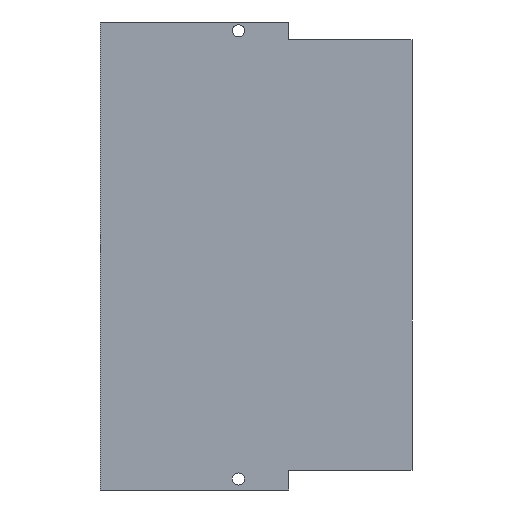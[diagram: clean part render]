
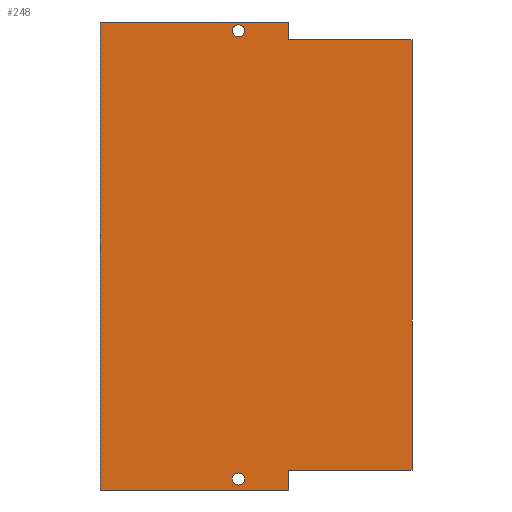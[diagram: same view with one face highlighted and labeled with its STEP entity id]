
A CAD part, front view. The second image highlights one B-rep face of the part: STEP entity #248.
In plain terms, the highlighted planar face has unit normal (0, -1, 0).
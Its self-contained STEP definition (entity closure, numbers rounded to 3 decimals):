
#10 = CARTESIAN_POINT ( 'NONE',  ( 9., 0., -102. ) ) ;
#13 = CARTESIAN_POINT ( 'NONE',  ( 9., 0., 99.25 ) ) ;
#14 = AXIS2_PLACEMENT_3D ( 'NONE', #10, #190, #451 ) ;
#15 = CARTESIAN_POINT ( 'NONE',  ( -54., 0., 106. ) ) ;
#22 = CARTESIAN_POINT ( 'NONE',  ( 32., 0., 98. ) ) ;
#25 = LINE ( 'NONE', #224, #319 ) ;
#26 = CARTESIAN_POINT ( 'NONE',  ( 32., 0., -98. ) ) ;
#33 = VERTEX_POINT ( 'NONE', #26 ) ;
#41 = CARTESIAN_POINT ( 'NONE',  ( 88., 0., 98. ) ) ;
#53 = CARTESIAN_POINT ( 'NONE',  ( 9., 0., -104.75 ) ) ;
#55 = DIRECTION ( 'NONE',  ( 0., 1., 0. ) ) ;
#57 = DIRECTION ( 'NONE',  ( 0., 0., 1. ) ) ;
#59 = CIRCLE ( 'NONE', #369, 2.75 ) ;
#62 = EDGE_LOOP ( 'NONE', ( #181, #88 ) ) ;
#65 = ORIENTED_EDGE ( 'NONE', *, *, #257, .F. ) ;
#82 = DIRECTION ( 'NONE',  ( 0., 1., 0. ) ) ;
#84 = EDGE_CURVE ( 'NONE', #143, #133, #449, .T. ) ;
#87 = LINE ( 'NONE', #158, #138 ) ;
#88 = ORIENTED_EDGE ( 'NONE', *, *, #180, .T. ) ;
#91 = EDGE_LOOP ( 'NONE', ( #201, #468, #321, #223, #282, #65, #473, #245 ) ) ;
#92 = EDGE_CURVE ( 'NONE', #251, #335, #386, .T. ) ;
#93 = DIRECTION ( 'NONE',  ( 0., 0., 1. ) ) ;
#95 = FACE_BOUND ( 'NONE', #62, .T. ) ;
#125 = DIRECTION ( 'NONE',  ( 0., 1., 0. ) ) ;
#129 = AXIS2_PLACEMENT_3D ( 'NONE', #235, #125, #93 ) ;
#133 = VERTEX_POINT ( 'NONE', #152 ) ;
#134 = CARTESIAN_POINT ( 'NONE',  ( 88., 0., -107. ) ) ;
#138 = VECTOR ( 'NONE', #57, 1000. ) ;
#143 = VERTEX_POINT ( 'NONE', #453 ) ;
#144 = VECTOR ( 'NONE', #437, 1000. ) ;
#152 = CARTESIAN_POINT ( 'NONE',  ( 32., 0., 106. ) ) ;
#153 = CARTESIAN_POINT ( 'NONE',  ( -54., 0., 106. ) ) ;
#157 = CIRCLE ( 'NONE', #402, 2.75 ) ;
#158 = CARTESIAN_POINT ( 'NONE',  ( 32., 0., -98. ) ) ;
#161 = DIRECTION ( 'NONE',  ( 1., 0., 0. ) ) ;
#167 = CARTESIAN_POINT ( 'NONE',  ( 9., 0., 104.75 ) ) ;
#173 = LINE ( 'NONE', #324, #144 ) ;
#174 = VERTEX_POINT ( 'NONE', #41 ) ;
#180 = EDGE_CURVE ( 'NONE', #290, #253, #59, .T. ) ;
#181 = ORIENTED_EDGE ( 'NONE', *, *, #183, .T. ) ;
#183 = EDGE_CURVE ( 'NONE', #253, #290, #362, .T. ) ;
#186 = EDGE_CURVE ( 'NONE', #174, #143, #196, .T. ) ;
#190 = DIRECTION ( 'NONE',  ( 0., 1., 0. ) ) ;
#194 = CARTESIAN_POINT ( 'NONE',  ( 9., 0., 102. ) ) ;
#196 = LINE ( 'NONE', #22, #436 ) ;
#197 = EDGE_CURVE ( 'NONE', #174, #365, #317, .T. ) ;
#198 = DIRECTION ( 'NONE',  ( -1., 0., 0. ) ) ;
#201 = ORIENTED_EDGE ( 'NONE', *, *, #292, .T. ) ;
#202 = EDGE_CURVE ( 'NONE', #260, #447, #242, .T. ) ;
#217 = VECTOR ( 'NONE', #313, 1000. ) ;
#223 = ORIENTED_EDGE ( 'NONE', *, *, #186, .T. ) ;
#224 = CARTESIAN_POINT ( 'NONE',  ( -54., 0., -107. ) ) ;
#225 = DIRECTION ( 'NONE',  ( 0., 0., 1. ) ) ;
#232 = DIRECTION ( 'NONE',  ( 0., 0., 1. ) ) ;
#235 = CARTESIAN_POINT ( 'NONE',  ( 0., 0., 0. ) ) ;
#236 = DIRECTION ( 'NONE',  ( 0., 0., 1. ) ) ;
#242 = LINE ( 'NONE', #464, #258 ) ;
#245 = ORIENTED_EDGE ( 'NONE', *, *, #351, .F. ) ;
#248 = ADVANCED_FACE ( 'NONE', ( #284, #95, #434 ), #275, .F. ) ;
#251 = VERTEX_POINT ( 'NONE', #53 ) ;
#253 = VERTEX_POINT ( 'NONE', #167 ) ;
#254 = CARTESIAN_POINT ( 'NONE',  ( 88., 0., -98. ) ) ;
#257 = EDGE_CURVE ( 'NONE', #447, #133, #462, .T. ) ;
#258 = VECTOR ( 'NONE', #236, 1000. ) ;
#260 = VERTEX_POINT ( 'NONE', #390 ) ;
#262 = CARTESIAN_POINT ( 'NONE',  ( 9., 0., -99.25 ) ) ;
#263 = CARTESIAN_POINT ( 'NONE',  ( 32., 0., 106. ) ) ;
#275 = PLANE ( 'NONE',  #129 ) ;
#282 = ORIENTED_EDGE ( 'NONE', *, *, #84, .T. ) ;
#283 = EDGE_CURVE ( 'NONE', #335, #251, #157, .T. ) ;
#284 = FACE_BOUND ( 'NONE', #297, .T. ) ;
#288 = CARTESIAN_POINT ( 'NONE',  ( 32., 0., -107. ) ) ;
#290 = VERTEX_POINT ( 'NONE', #13 ) ;
#292 = EDGE_CURVE ( 'NONE', #405, #33, #87, .T. ) ;
#297 = EDGE_LOOP ( 'NONE', ( #298, #391 ) ) ;
#298 = ORIENTED_EDGE ( 'NONE', *, *, #283, .T. ) ;
#302 = DIRECTION ( 'NONE',  ( -1., 0., 0. ) ) ;
#309 = DIRECTION ( 'NONE',  ( 0., 0., 1. ) ) ;
#313 = DIRECTION ( 'NONE',  ( 0., 0., -1. ) ) ;
#317 = LINE ( 'NONE', #134, #217 ) ;
#319 = VECTOR ( 'NONE', #302, 1000. ) ;
#321 = ORIENTED_EDGE ( 'NONE', *, *, #197, .F. ) ;
#324 = CARTESIAN_POINT ( 'NONE',  ( 32., 0., -98. ) ) ;
#327 = VECTOR ( 'NONE', #225, 1000. ) ;
#335 = VERTEX_POINT ( 'NONE', #262 ) ;
#342 = DIRECTION ( 'NONE',  ( 0., 1., 0. ) ) ;
#345 = CARTESIAN_POINT ( 'NONE',  ( 9., 0., -102. ) ) ;
#351 = EDGE_CURVE ( 'NONE', #405, #260, #25, .T. ) ;
#352 = DIRECTION ( 'NONE',  ( 0., 0., 1. ) ) ;
#362 = CIRCLE ( 'NONE', #427, 2.75 ) ;
#365 = VERTEX_POINT ( 'NONE', #254 ) ;
#369 = AXIS2_PLACEMENT_3D ( 'NONE', #194, #342, #309 ) ;
#374 = EDGE_CURVE ( 'NONE', #33, #365, #173, .T. ) ;
#386 = CIRCLE ( 'NONE', #14, 2.75 ) ;
#390 = CARTESIAN_POINT ( 'NONE',  ( -54., 0., -107. ) ) ;
#391 = ORIENTED_EDGE ( 'NONE', *, *, #92, .T. ) ;
#402 = AXIS2_PLACEMENT_3D ( 'NONE', #345, #55, #352 ) ;
#405 = VERTEX_POINT ( 'NONE', #288 ) ;
#408 = VECTOR ( 'NONE', #161, 1000. ) ;
#427 = AXIS2_PLACEMENT_3D ( 'NONE', #455, #82, #232 ) ;
#434 = FACE_OUTER_BOUND ( 'NONE', #91, .T. ) ;
#436 = VECTOR ( 'NONE', #198, 1000. ) ;
#437 = DIRECTION ( 'NONE',  ( 1., 0., 0. ) ) ;
#447 = VERTEX_POINT ( 'NONE', #153 ) ;
#449 = LINE ( 'NONE', #263, #327 ) ;
#451 = DIRECTION ( 'NONE',  ( 0., 0., 1. ) ) ;
#453 = CARTESIAN_POINT ( 'NONE',  ( 32., 0., 98. ) ) ;
#455 = CARTESIAN_POINT ( 'NONE',  ( 9., 0., 102. ) ) ;
#462 = LINE ( 'NONE', #15, #408 ) ;
#464 = CARTESIAN_POINT ( 'NONE',  ( -54., 0., -107. ) ) ;
#468 = ORIENTED_EDGE ( 'NONE', *, *, #374, .T. ) ;
#473 = ORIENTED_EDGE ( 'NONE', *, *, #202, .F. ) ;
